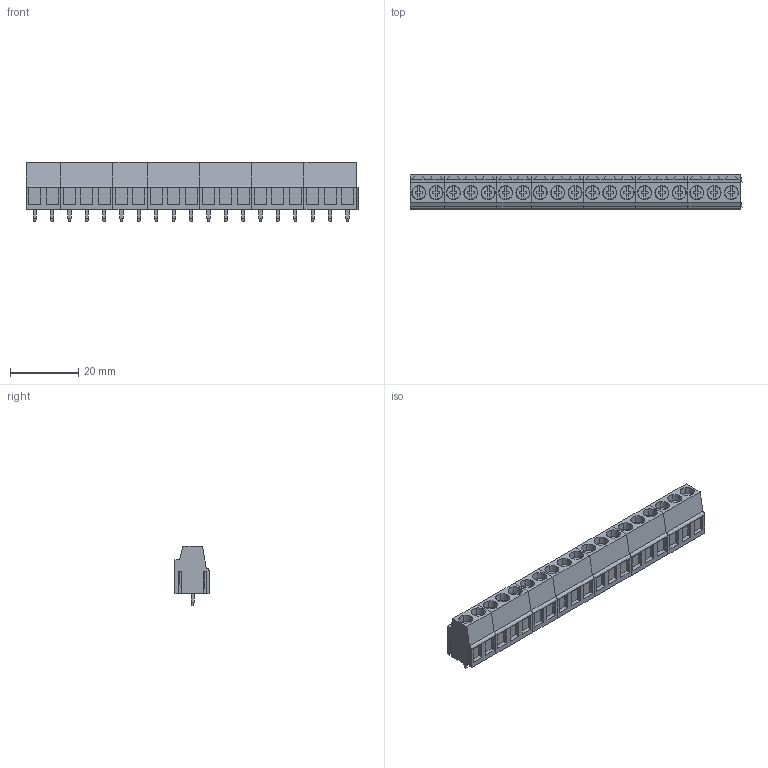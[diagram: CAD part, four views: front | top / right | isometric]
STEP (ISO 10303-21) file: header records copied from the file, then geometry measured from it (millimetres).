
FILE_DESCRIPTION(('CATIA V5 STEP Exchange','CAx-IF Rec.Pracs.--- Model Styling and Organization---1.2---2011-12-15'),'2;1');
FILE_NAME ('D1465139_0_9994280000_9994280000.stp','2018-03-31T09:47:37+00:00',('none'),('Weidmueller'),'CATIA Version 5-6 Release 2014','CATIA V5 STEP AP214','none');
FILE_SCHEMA(('AUTOMOTIVE_DESIGN { 1 0 10303 214 1 1 1 1 }'));
Length unit declared in the file: millimetre
Products named in the file (1): 9994280000
Bounding box: 97.07 x 10 x 17.3 mm (x, y, z)
Volume: 9310.5 mm3; surface area: 11270.4 mm2
Topology: 45 solids, 45 shells, 1728 faces, 4610 edges, 3048 vertices
Faces by surface type: plane 1455, cylinder 273
Entity records: 53137 total; most frequent: CARTESIAN_POINT 10676, ORIENTED_EDGE 9220, DIRECTION 7734, EDGE_CURVE 4610, VECTOR 3798, LINE 3798, VERTEX_POINT 3048, AXIS2_PLACEMENT_3D 2208
